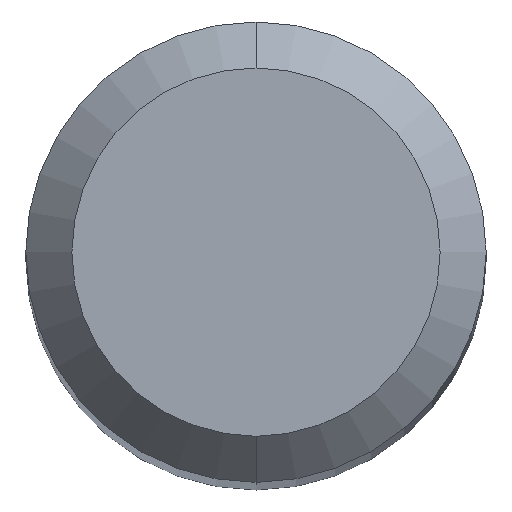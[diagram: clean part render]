
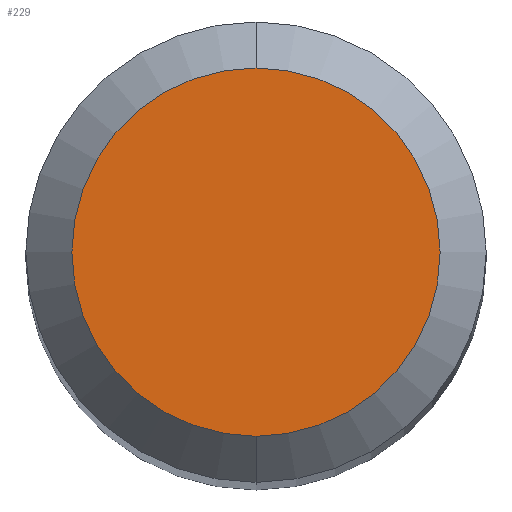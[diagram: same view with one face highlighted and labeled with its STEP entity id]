
A CAD part, top view. The second image highlights one B-rep face of the part: STEP entity #229.
In plain terms, the highlighted planar face has unit normal (0, 0, 1).
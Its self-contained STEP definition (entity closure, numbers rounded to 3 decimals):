
#207=VERTEX_POINT('',#522);
#209=EDGE_CURVE('',#207,#291,#524,.T.);
#229=ADVANCED_FACE('',(#546),#547,.T.);
#291=VERTEX_POINT('',#616);
#411=EDGE_CURVE('',#291,#207,#745,.T.);
#522=CARTESIAN_POINT('',(0.,-1.2,0.0));
#524=CIRCLE('',#860,1.2);
#546=FACE_OUTER_BOUND('',#900,.T.);
#547=PLANE('',#901);
#616=CARTESIAN_POINT('',(0.0,1.2,0.0));
#745=CIRCLE('',#1354,1.2);
#860=AXIS2_PLACEMENT_3D('',#1515,#1516,#1517);
#900=EDGE_LOOP('',(#1540,#1541));
#901=AXIS2_PLACEMENT_3D('',#1542,#1543,#1544);
#1354=AXIS2_PLACEMENT_3D('',#1758,#1759,#1760);
#1515=CARTESIAN_POINT('',(0.0,0.0,0.0));
#1516=DIRECTION('',(0.0,0.0,-1.0));
#1517=DIRECTION('',(0.0,1.0,0.0));
#1540=ORIENTED_EDGE('',*,*,#411,.F.);
#1541=ORIENTED_EDGE('',*,*,#209,.F.);
#1542=CARTESIAN_POINT('',(0.0,0.6,0.0));
#1543=DIRECTION('',(-0.0,0.0,1.0));
#1544=DIRECTION('',(0.0,-1.0,0.0));
#1758=CARTESIAN_POINT('',(0.0,0.0,0.0));
#1759=DIRECTION('',(0.0,0.0,-1.0));
#1760=DIRECTION('',(0.0,1.0,0.0));
